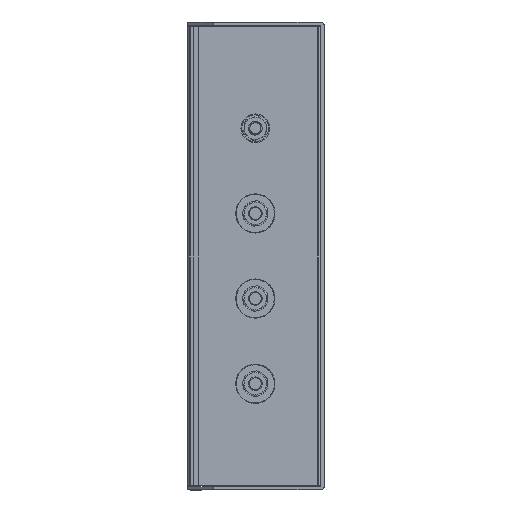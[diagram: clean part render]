
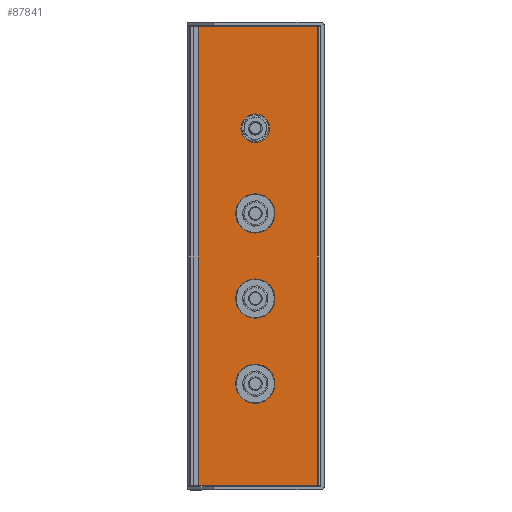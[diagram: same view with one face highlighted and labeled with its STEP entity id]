
A CAD part, left-side view. The second image highlights one B-rep face of the part: STEP entity #87841.
In plain terms, the highlighted planar face has unit normal (-1, 0, 0).
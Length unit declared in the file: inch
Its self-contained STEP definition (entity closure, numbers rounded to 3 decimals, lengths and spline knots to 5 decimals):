
#317 = DIRECTION ( 'NONE',  ( 0., 0., 1. ) ) ;
#1050 = ORIENTED_EDGE ( 'NONE', *, *, #71626, .T. ) ;
#1376 = CARTESIAN_POINT ( 'NONE',  ( 1.75591, 1.59449, -4.66535 ) ) ;
#1547 = DIRECTION ( 'NONE',  ( 1., 0., 0. ) ) ;
#2192 = CARTESIAN_POINT ( 'NONE',  ( 1.75591, 1.59449, -6.63386 ) ) ;
#2332 = ORIENTED_EDGE ( 'NONE', *, *, #53727, .T. ) ;
#4034 = ORIENTED_EDGE ( 'NONE', *, *, #83443, .T. ) ;
#9248 = LINE ( 'NONE', #12815, #64535 ) ;
#9583 = EDGE_CURVE ( 'NONE', #20380, #62230, #97893, .T. ) ;
#9739 = CARTESIAN_POINT ( 'NONE',  ( 1.75591, 1.59449, -4.4252 ) ) ;
#10278 = CIRCLE ( 'NONE', #99210, 0.24016 ) ;
#12815 = CARTESIAN_POINT ( 'NONE',  ( 1.75591, 0.12598, -0.11417 ) ) ;
#13985 = ORIENTED_EDGE ( 'NONE', *, *, #66628, .T. ) ;
#14668 = EDGE_CURVE ( 'NONE', #95782, #59818, #34771, .T. ) ;
#16358 = LINE ( 'NONE', #99275, #83989 ) ;
#17479 = DIRECTION ( 'NONE',  ( 1., 0., 0. ) ) ;
#18360 = VECTOR ( 'NONE', #317, 39.37008 ) ;
#19320 = CARTESIAN_POINT ( 'NONE',  ( 1.75591, 1.59449, -6.3937 ) ) ;
#20380 = VERTEX_POINT ( 'NONE', #95011 ) ;
#21953 = ORIENTED_EDGE ( 'NONE', *, *, #66228, .T. ) ;
#22011 = DIRECTION ( 'NONE',  ( 0., -1., 0. ) ) ;
#22561 = EDGE_LOOP ( 'NONE', ( #78622, #4034 ) ) ;
#23781 = DIRECTION ( 'NONE',  ( 0., 0., 1. ) ) ;
#24922 = DIRECTION ( 'NONE',  ( 0., 0., 1. ) ) ;
#25700 = EDGE_LOOP ( 'NONE', ( #58869, #1050 ) ) ;
#26062 = AXIS2_PLACEMENT_3D ( 'NONE', #101422, #30908, #110343 ) ;
#26188 = CARTESIAN_POINT ( 'NONE',  ( 1.75591, 0.15748, -0.11417 ) ) ;
#27805 = AXIS2_PLACEMENT_3D ( 'NONE', #19320, #54097, #80678 ) ;
#29847 = EDGE_CURVE ( 'NONE', #59818, #76370, #41869, .T. ) ;
#30908 = DIRECTION ( 'NONE',  ( -1., 0., 0. ) ) ;
#31693 = CARTESIAN_POINT ( 'NONE',  ( 1.75591, 3.0315, -0.11417 ) ) ;
#33353 = CARTESIAN_POINT ( 'NONE',  ( 1.75591, 1.59449, -8.3622 ) ) ;
#33690 = ORIENTED_EDGE ( 'NONE', *, *, #9583, .T. ) ;
#34270 = ORIENTED_EDGE ( 'NONE', *, *, #93826, .T. ) ;
#34771 = LINE ( 'NONE', #109930, #41662 ) ;
#37214 = CIRCLE ( 'NONE', #46239, 0.24016 ) ;
#37604 = CIRCLE ( 'NONE', #81025, 0.24016 ) ;
#38711 = CIRCLE ( 'NONE', #43509, 0.24016 ) ;
#39116 = CARTESIAN_POINT ( 'NONE',  ( 1.75591, 0.15748, -0.11417 ) ) ;
#39337 = CIRCLE ( 'NONE', #63614, 0.24016 ) ;
#41518 = DIRECTION ( 'NONE',  ( 0., 0., 1. ) ) ;
#41662 = VECTOR ( 'NONE', #22011, 39.37008 ) ;
#41869 = LINE ( 'NONE', #26188, #18360 ) ;
#43509 = AXIS2_PLACEMENT_3D ( 'NONE', #61169, #87352, #24922 ) ;
#45439 = AXIS2_PLACEMENT_3D ( 'NONE', #55412, #83108, #82752 ) ;
#45852 = ORIENTED_EDGE ( 'NONE', *, *, #105386, .T. ) ;
#46239 = AXIS2_PLACEMENT_3D ( 'NONE', #33353, #112413, #68464 ) ;
#47308 = FACE_OUTER_BOUND ( 'NONE', #95652, .T. ) ;
#47504 = EDGE_CURVE ( 'NONE', #114436, #60491, #37604, .T. ) ;
#47796 = CARTESIAN_POINT ( 'NONE',  ( 1.75591, 1.59449, -8.60236 ) ) ;
#48644 = FACE_BOUND ( 'NONE', #79234, .T. ) ;
#48891 = CIRCLE ( 'NONE', #45439, 0.15748 ) ;
#50496 = VERTEX_POINT ( 'NONE', #2192 ) ;
#52936 = EDGE_CURVE ( 'NONE', #70981, #50496, #10278, .T. ) ;
#53727 = EDGE_CURVE ( 'NONE', #62230, #20380, #48891, .T. ) ;
#54097 = DIRECTION ( 'NONE',  ( 1., 0., 0. ) ) ;
#55412 = CARTESIAN_POINT ( 'NONE',  ( 1.75591, 1.59449, -2.45669 ) ) ;
#57381 = CARTESIAN_POINT ( 'NONE',  ( 1.75591, 1.59449, -8.12205 ) ) ;
#58517 = CARTESIAN_POINT ( 'NONE',  ( 1.75591, 1.59449, -2.45669 ) ) ;
#58869 = ORIENTED_EDGE ( 'NONE', *, *, #52936, .T. ) ;
#59818 = VERTEX_POINT ( 'NONE', #105501 ) ;
#59892 = VERTEX_POINT ( 'NONE', #31693 ) ;
#60491 = VERTEX_POINT ( 'NONE', #1376 ) ;
#61169 = CARTESIAN_POINT ( 'NONE',  ( 1.75591, 1.59449, -4.4252 ) ) ;
#62230 = VERTEX_POINT ( 'NONE', #75394 ) ;
#62909 = ORIENTED_EDGE ( 'NONE', *, *, #29847, .T. ) ;
#63614 = AXIS2_PLACEMENT_3D ( 'NONE', #84725, #112470, #23781 ) ;
#64535 = VECTOR ( 'NONE', #92238, 39.37008 ) ;
#65940 = ORIENTED_EDGE ( 'NONE', *, *, #14668, .T. ) ;
#66228 = EDGE_CURVE ( 'NONE', #59892, #95782, #16358, .T. ) ;
#66556 = CARTESIAN_POINT ( 'NONE',  ( 1.75591, 1.59449, -4.18504 ) ) ;
#66628 = EDGE_CURVE ( 'NONE', #76370, #59892, #9248, .T. ) ;
#68464 = DIRECTION ( 'NONE',  ( 0., 0., 1. ) ) ;
#70049 = CARTESIAN_POINT ( 'NONE',  ( 1.75591, 3.0315, -10.70472 ) ) ;
#70745 = FACE_BOUND ( 'NONE', #25700, .T. ) ;
#70981 = VERTEX_POINT ( 'NONE', #80425 ) ;
#71500 = DIRECTION ( 'NONE',  ( 0., 0., 1. ) ) ;
#71626 = EDGE_CURVE ( 'NONE', #50496, #70981, #81376, .T. ) ;
#75394 = CARTESIAN_POINT ( 'NONE',  ( 1.75591, 1.59449, -2.29921 ) ) ;
#76370 = VERTEX_POINT ( 'NONE', #39116 ) ;
#78622 = ORIENTED_EDGE ( 'NONE', *, *, #47504, .T. ) ;
#79234 = EDGE_LOOP ( 'NONE', ( #2332, #33690 ) ) ;
#80425 = CARTESIAN_POINT ( 'NONE',  ( 1.75591, 1.59449, -6.15354 ) ) ;
#80678 = DIRECTION ( 'NONE',  ( 0., 0., 1. ) ) ;
#81025 = AXIS2_PLACEMENT_3D ( 'NONE', #9739, #17479, #71500 ) ;
#81376 = CIRCLE ( 'NONE', #27805, 0.24016 ) ;
#82752 = DIRECTION ( 'NONE',  ( 0., 0., 1. ) ) ;
#83108 = DIRECTION ( 'NONE',  ( 1., 0., 0. ) ) ;
#83443 = EDGE_CURVE ( 'NONE', #60491, #114436, #38711, .T. ) ;
#83989 = VECTOR ( 'NONE', #108205, 39.37008 ) ;
#84725 = CARTESIAN_POINT ( 'NONE',  ( 1.75591, 1.59449, -8.3622 ) ) ;
#85429 = DIRECTION ( 'NONE',  ( 1., 0., 0. ) ) ;
#86660 = AXIS2_PLACEMENT_3D ( 'NONE', #58517, #85429, #41518 ) ;
#87352 = DIRECTION ( 'NONE',  ( 1., 0., 0. ) ) ;
#87841 = ADVANCED_FACE ( 'NONE', ( #88622, #70745, #109322, #48644, #47308 ), #101050, .T. ) ;
#87957 = CARTESIAN_POINT ( 'NONE',  ( 1.75591, 1.59449, -6.3937 ) ) ;
#88622 = FACE_BOUND ( 'NONE', #22561, .T. ) ;
#90645 = VERTEX_POINT ( 'NONE', #47796 ) ;
#92238 = DIRECTION ( 'NONE',  ( 0., 1., 0. ) ) ;
#93826 = EDGE_CURVE ( 'NONE', #113955, #90645, #39337, .T. ) ;
#94741 = EDGE_LOOP ( 'NONE', ( #34270, #45852 ) ) ;
#95011 = CARTESIAN_POINT ( 'NONE',  ( 1.75591, 1.59449, -2.61417 ) ) ;
#95652 = EDGE_LOOP ( 'NONE', ( #13985, #21953, #65940, #62909 ) ) ;
#95782 = VERTEX_POINT ( 'NONE', #70049 ) ;
#97893 = CIRCLE ( 'NONE', #86660, 0.15748 ) ;
#97912 = DIRECTION ( 'NONE',  ( 0., 0., 1. ) ) ;
#99210 = AXIS2_PLACEMENT_3D ( 'NONE', #87957, #1547, #97912 ) ;
#99275 = CARTESIAN_POINT ( 'NONE',  ( 1.75591, 3.0315, -0.11417 ) ) ;
#101050 = PLANE ( 'NONE',  #26062 ) ;
#101422 = CARTESIAN_POINT ( 'NONE',  ( 1.75591, 0.12598, -0.11417 ) ) ;
#105386 = EDGE_CURVE ( 'NONE', #90645, #113955, #37214, .T. ) ;
#105501 = CARTESIAN_POINT ( 'NONE',  ( 1.75591, 0.15748, -10.70472 ) ) ;
#108205 = DIRECTION ( 'NONE',  ( 0., 0., -1. ) ) ;
#109322 = FACE_BOUND ( 'NONE', #94741, .T. ) ;
#109930 = CARTESIAN_POINT ( 'NONE',  ( 1.75591, 0.12598, -10.70472 ) ) ;
#110343 = DIRECTION ( 'NONE',  ( 0., -1., 0. ) ) ;
#112413 = DIRECTION ( 'NONE',  ( 1., 0., 0. ) ) ;
#112470 = DIRECTION ( 'NONE',  ( 1., 0., 0. ) ) ;
#113955 = VERTEX_POINT ( 'NONE', #57381 ) ;
#114436 = VERTEX_POINT ( 'NONE', #66556 ) ;
